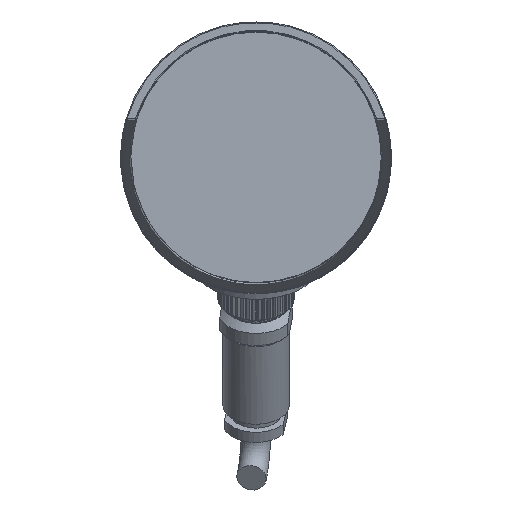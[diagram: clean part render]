
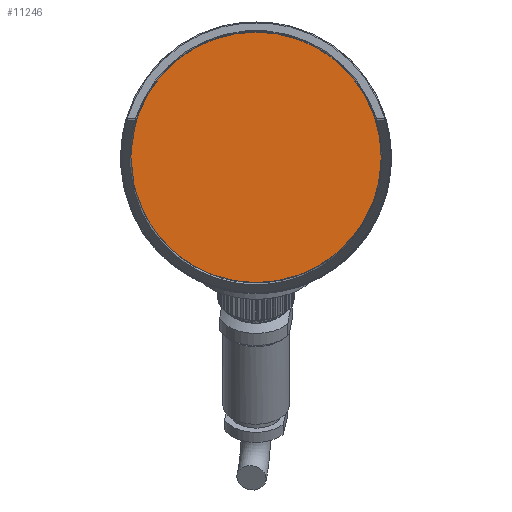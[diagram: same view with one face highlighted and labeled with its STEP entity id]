
A CAD part, top view. The second image highlights one B-rep face of the part: STEP entity #11246.
In plain terms, the highlighted planar face has unit normal (0, 0, 1).
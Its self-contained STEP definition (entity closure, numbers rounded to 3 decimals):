
#898 = EDGE_CURVE ( 'NONE', #2985, #2985, #3573, .T. ) ;
#1483 = CARTESIAN_POINT ( 'NONE',  ( -19.185, 30.825, 282.055 ) ) ;
#2905 = ORIENTED_EDGE ( 'NONE', *, *, #898, .T. ) ;
#2985 = VERTEX_POINT ( 'NONE', #1483 ) ;
#3573 = CIRCLE ( 'NONE', #5804, 25.45 ) ;
#3590 = PLANE ( 'NONE',  #7857 ) ;
#5354 = FACE_OUTER_BOUND ( 'NONE', #11596, .T. ) ;
#5804 = AXIS2_PLACEMENT_3D ( 'NONE', #12604, #11538, #12751 ) ;
#7857 = AXIS2_PLACEMENT_3D ( 'NONE', #7995, #9093, #13581 ) ;
#7995 = CARTESIAN_POINT ( 'NONE',  ( -44.635, 30.825, 282.055 ) ) ;
#9093 = DIRECTION ( 'NONE',  ( 0., 0., 1. ) ) ;
#11246 = ADVANCED_FACE ( 'NONE', ( #5354 ), #3590, .T. ) ;
#11538 = DIRECTION ( 'NONE',  ( 0., 0., 1. ) ) ;
#11596 = EDGE_LOOP ( 'NONE', ( #2905 ) ) ;
#12604 = CARTESIAN_POINT ( 'NONE',  ( -44.635, 30.825, 282.055 ) ) ;
#12751 = DIRECTION ( 'NONE',  ( 1., 0., 0. ) ) ;
#13581 = DIRECTION ( 'NONE',  ( 1., 0., 0. ) ) ;
